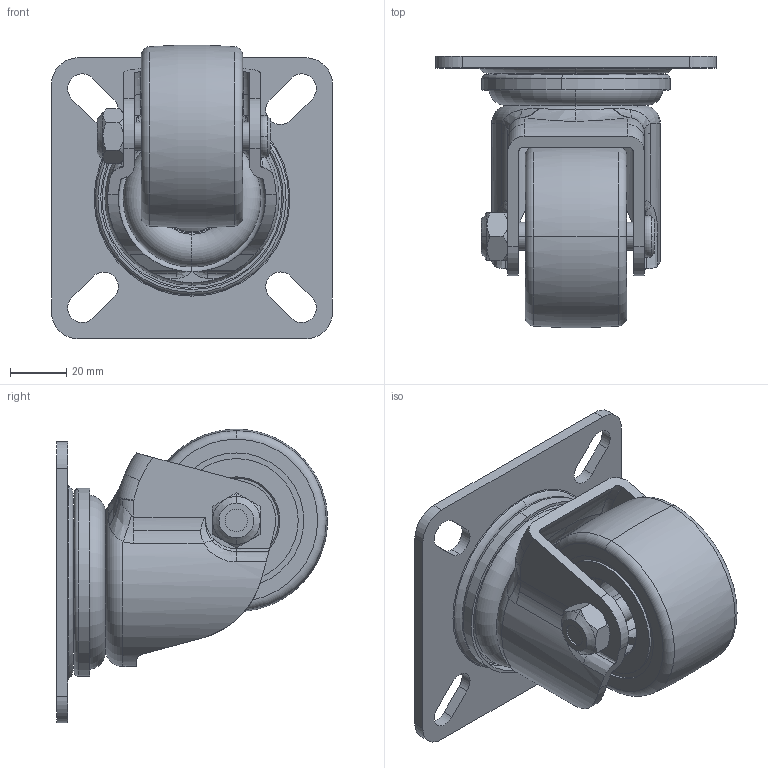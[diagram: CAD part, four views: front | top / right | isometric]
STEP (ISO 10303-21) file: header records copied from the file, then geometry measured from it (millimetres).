
FILE_DESCRIPTION (( 'STEP AP203' ), '1' );
FILE_NAME ('K-300HJ-65.STEP', '2010-12-17T01:52:31', ( ' ' ), ( ' ' ), 'SwSTEP 2.0', 'SolidWorks 2007', '' );
FILE_SCHEMA (( 'CONFIG_CONTROL_DESIGN' ));
Length unit declared in the file: millimetre
Products named in the file (6): YN[16]_蹬怮椔; K-300HJ-65; 憔昉[14]_蹬怮椔; 嬍拱絒11_棉太倌; 嬍墴偟_棉太倌; 杊恛妒薨[_棉太倌
Assembly tree (5 placements, depth 2):
  K-300HJ-65
    杊恛妒薨[_棉太倌
    嬍拱絒11_棉太倌
    嬍墴偟_棉太倌
    YN[16]_蹬怮椔
    憔昉[14]_蹬怮椔
Bounding box: 100 x 96.42 x 104.44 mm (x, y, z)
Volume: 205110.5 mm3; surface area: 80983.1 mm2
Topology: 5 solids, 5 shells, 347 faces, 810 edges, 483 vertices
Faces by surface type: cylinder 98, plane 79, bspline 67, torus 66, cone 37
Entity records: 20241 total; most frequent: CARTESIAN_POINT 12209, ORIENTED_EDGE 1592, DIRECTION 1460, EDGE_CURVE 796, AXIS2_PLACEMENT_3D 627, VERTEX_POINT 483, EDGE_LOOP 389, ADVANCED_FACE 347
